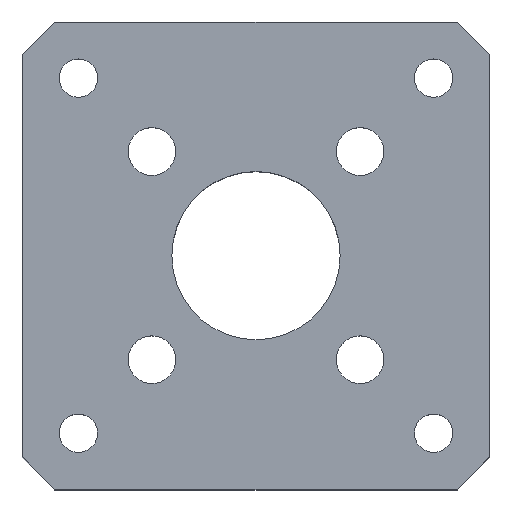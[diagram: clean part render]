
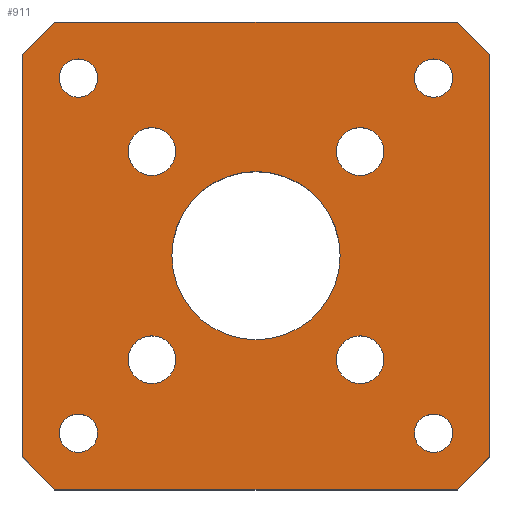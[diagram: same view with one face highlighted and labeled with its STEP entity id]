
A CAD part, top view. The second image highlights one B-rep face of the part: STEP entity #911.
In plain terms, the highlighted planar face has unit normal (0, 0, 1).
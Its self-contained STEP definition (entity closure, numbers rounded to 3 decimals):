
#35=FACE_BOUND('',#189,.T.);
#36=FACE_BOUND('',#190,.T.);
#37=FACE_BOUND('',#191,.T.);
#38=FACE_BOUND('',#192,.T.);
#39=FACE_BOUND('',#193,.T.);
#40=FACE_BOUND('',#194,.T.);
#41=FACE_BOUND('',#195,.T.);
#42=FACE_BOUND('',#196,.T.);
#43=FACE_BOUND('',#197,.T.);
#68=PLANE('',#1042);
#118=FACE_OUTER_BOUND('',#188,.T.);
#188=EDGE_LOOP('',(#820,#821,#822,#823,#824,#825,#826,#827));
#189=EDGE_LOOP('',(#828));
#190=EDGE_LOOP('',(#829));
#191=EDGE_LOOP('',(#830));
#192=EDGE_LOOP('',(#831));
#193=EDGE_LOOP('',(#832));
#194=EDGE_LOOP('',(#833));
#195=EDGE_LOOP('',(#834));
#196=EDGE_LOOP('',(#835));
#197=EDGE_LOOP('',(#836));
#225=CIRCLE('',#975,2.55);
#227=CIRCLE('',#978,2.55);
#229=CIRCLE('',#981,2.05);
#231=CIRCLE('',#984,2.05);
#233=CIRCLE('',#987,2.05);
#235=CIRCLE('',#990,2.05);
#237=CIRCLE('',#993,2.55);
#239=CIRCLE('',#996,2.55);
#247=CIRCLE('',#1016,9.);
#306=LINE('',#1553,#371);
#308=LINE('',#1557,#373);
#310=LINE('',#1561,#375);
#312=LINE('',#1565,#377);
#314=LINE('',#1569,#379);
#316=LINE('',#1573,#381);
#318=LINE('',#1577,#383);
#320=LINE('',#1580,#385);
#371=VECTOR('',#1295,10.);
#373=VECTOR('',#1299,10.);
#375=VECTOR('',#1303,10.);
#377=VECTOR('',#1307,10.);
#379=VECTOR('',#1311,10.);
#381=VECTOR('',#1315,10.);
#383=VECTOR('',#1319,10.);
#385=VECTOR('',#1323,10.);
#421=VERTEX_POINT('',#1426);
#423=VERTEX_POINT('',#1432);
#425=VERTEX_POINT('',#1438);
#427=VERTEX_POINT('',#1444);
#429=VERTEX_POINT('',#1450);
#431=VERTEX_POINT('',#1456);
#433=VERTEX_POINT('',#1462);
#435=VERTEX_POINT('',#1468);
#443=VERTEX_POINT('',#1499);
#460=VERTEX_POINT('',#1550);
#461=VERTEX_POINT('',#1552);
#462=VERTEX_POINT('',#1556);
#463=VERTEX_POINT('',#1560);
#464=VERTEX_POINT('',#1564);
#465=VERTEX_POINT('',#1568);
#466=VERTEX_POINT('',#1572);
#467=VERTEX_POINT('',#1576);
#520=EDGE_CURVE('',#421,#421,#225,.T.);
#523=EDGE_CURVE('',#423,#423,#227,.T.);
#526=EDGE_CURVE('',#425,#425,#229,.T.);
#529=EDGE_CURVE('',#427,#427,#231,.T.);
#532=EDGE_CURVE('',#429,#429,#233,.T.);
#535=EDGE_CURVE('',#431,#431,#235,.T.);
#538=EDGE_CURVE('',#433,#433,#237,.T.);
#541=EDGE_CURVE('',#435,#435,#239,.T.);
#551=EDGE_CURVE('',#443,#443,#247,.T.);
#576=EDGE_CURVE('',#461,#460,#306,.T.);
#578=EDGE_CURVE('',#462,#461,#308,.T.);
#580=EDGE_CURVE('',#463,#462,#310,.T.);
#582=EDGE_CURVE('',#464,#463,#312,.T.);
#584=EDGE_CURVE('',#465,#464,#314,.T.);
#586=EDGE_CURVE('',#466,#465,#316,.T.);
#588=EDGE_CURVE('',#467,#466,#318,.T.);
#590=EDGE_CURVE('',#460,#467,#320,.T.);
#820=ORIENTED_EDGE('',*,*,#590,.T.);
#821=ORIENTED_EDGE('',*,*,#588,.T.);
#822=ORIENTED_EDGE('',*,*,#586,.T.);
#823=ORIENTED_EDGE('',*,*,#584,.T.);
#824=ORIENTED_EDGE('',*,*,#582,.T.);
#825=ORIENTED_EDGE('',*,*,#580,.T.);
#826=ORIENTED_EDGE('',*,*,#578,.T.);
#827=ORIENTED_EDGE('',*,*,#576,.T.);
#828=ORIENTED_EDGE('',*,*,#520,.T.);
#829=ORIENTED_EDGE('',*,*,#523,.T.);
#830=ORIENTED_EDGE('',*,*,#526,.T.);
#831=ORIENTED_EDGE('',*,*,#529,.T.);
#832=ORIENTED_EDGE('',*,*,#532,.T.);
#833=ORIENTED_EDGE('',*,*,#535,.T.);
#834=ORIENTED_EDGE('',*,*,#538,.T.);
#835=ORIENTED_EDGE('',*,*,#541,.T.);
#836=ORIENTED_EDGE('',*,*,#551,.T.);
#911=ADVANCED_FACE('',(#118,#35,#36,#37,#38,#39,#40,#41,#42,#43),#68,.T.);
#975=AXIS2_PLACEMENT_3D('',#1428,#1150,#1151);
#978=AXIS2_PLACEMENT_3D('',#1434,#1157,#1158);
#981=AXIS2_PLACEMENT_3D('',#1440,#1164,#1165);
#984=AXIS2_PLACEMENT_3D('',#1446,#1171,#1172);
#987=AXIS2_PLACEMENT_3D('',#1452,#1178,#1179);
#990=AXIS2_PLACEMENT_3D('',#1458,#1185,#1186);
#993=AXIS2_PLACEMENT_3D('',#1464,#1192,#1193);
#996=AXIS2_PLACEMENT_3D('',#1470,#1199,#1200);
#1016=AXIS2_PLACEMENT_3D('',#1500,#1241,#1242);
#1042=AXIS2_PLACEMENT_3D('',#1581,#1324,#1325);
#1150=DIRECTION('center_axis',(0.,0.,-1.));
#1151=DIRECTION('ref_axis',(-1.,0.,0.));
#1157=DIRECTION('center_axis',(0.,0.,-1.));
#1158=DIRECTION('ref_axis',(-1.,0.,0.));
#1164=DIRECTION('center_axis',(0.,0.,-1.));
#1165=DIRECTION('ref_axis',(-1.,0.,0.));
#1171=DIRECTION('center_axis',(0.,0.,-1.));
#1172=DIRECTION('ref_axis',(-1.,0.,0.));
#1178=DIRECTION('center_axis',(0.,0.,-1.));
#1179=DIRECTION('ref_axis',(-1.,0.,0.));
#1185=DIRECTION('center_axis',(0.,0.,-1.));
#1186=DIRECTION('ref_axis',(-1.,0.,0.));
#1192=DIRECTION('center_axis',(0.,0.,-1.));
#1193=DIRECTION('ref_axis',(-1.,0.,0.));
#1199=DIRECTION('center_axis',(0.,0.,-1.));
#1200=DIRECTION('ref_axis',(-1.,0.,0.));
#1241=DIRECTION('center_axis',(0.,0.,-1.));
#1242=DIRECTION('ref_axis',(1.,0.,0.));
#1295=DIRECTION('',(0.707,0.707,0.));
#1299=DIRECTION('',(1.,0.,0.));
#1303=DIRECTION('',(0.707,-0.707,0.));
#1307=DIRECTION('',(0.,-1.,0.));
#1311=DIRECTION('',(-0.707,-0.707,0.));
#1315=DIRECTION('',(-1.,0.,0.));
#1319=DIRECTION('',(-0.707,0.707,0.));
#1323=DIRECTION('',(0.,1.,0.));
#1324=DIRECTION('center_axis',(0.,0.,1.));
#1325=DIRECTION('ref_axis',(1.,0.,0.));
#1426=CARTESIAN_POINT('',(12.954,36.137,5.));
#1428=CARTESIAN_POINT('Origin',(10.404,36.137,5.));
#1432=CARTESIAN_POINT('',(35.228,13.863,5.));
#1434=CARTESIAN_POINT('Origin',(32.678,13.863,5.));
#1438=CARTESIAN_POINT('',(4.591,44.,5.));
#1440=CARTESIAN_POINT('Origin',(2.541,44.,5.));
#1444=CARTESIAN_POINT('',(4.591,6.,5.));
#1446=CARTESIAN_POINT('Origin',(2.541,6.,5.));
#1450=CARTESIAN_POINT('',(42.591,6.,5.));
#1452=CARTESIAN_POINT('Origin',(40.541,6.,5.));
#1456=CARTESIAN_POINT('',(42.591,44.,5.));
#1458=CARTESIAN_POINT('Origin',(40.541,44.,5.));
#1462=CARTESIAN_POINT('',(35.228,36.137,5.));
#1464=CARTESIAN_POINT('Origin',(32.678,36.137,5.));
#1468=CARTESIAN_POINT('',(12.954,13.863,5.));
#1470=CARTESIAN_POINT('Origin',(10.404,13.863,5.));
#1499=CARTESIAN_POINT('',(12.541,25.,5.));
#1500=CARTESIAN_POINT('Origin',(21.541,25.,5.));
#1550=CARTESIAN_POINT('',(46.541,3.459,5.));
#1552=CARTESIAN_POINT('',(43.081,0.,5.));
#1553=CARTESIAN_POINT('',(43.081,0.,5.));
#1556=CARTESIAN_POINT('',(0.,0.,5.));
#1557=CARTESIAN_POINT('',(0.,0.,5.));
#1560=CARTESIAN_POINT('',(-3.459,3.459,5.));
#1561=CARTESIAN_POINT('',(-3.459,3.459,5.));
#1564=CARTESIAN_POINT('',(-3.459,46.541,5.));
#1565=CARTESIAN_POINT('',(-3.459,46.541,5.));
#1568=CARTESIAN_POINT('',(0.,50.,5.));
#1569=CARTESIAN_POINT('',(0.,50.,5.));
#1572=CARTESIAN_POINT('',(43.081,50.,5.));
#1573=CARTESIAN_POINT('',(43.081,50.,5.));
#1576=CARTESIAN_POINT('',(46.541,46.541,5.));
#1577=CARTESIAN_POINT('',(46.541,46.541,5.));
#1580=CARTESIAN_POINT('',(46.541,3.459,5.));
#1581=CARTESIAN_POINT('Origin',(21.541,25.,5.));
